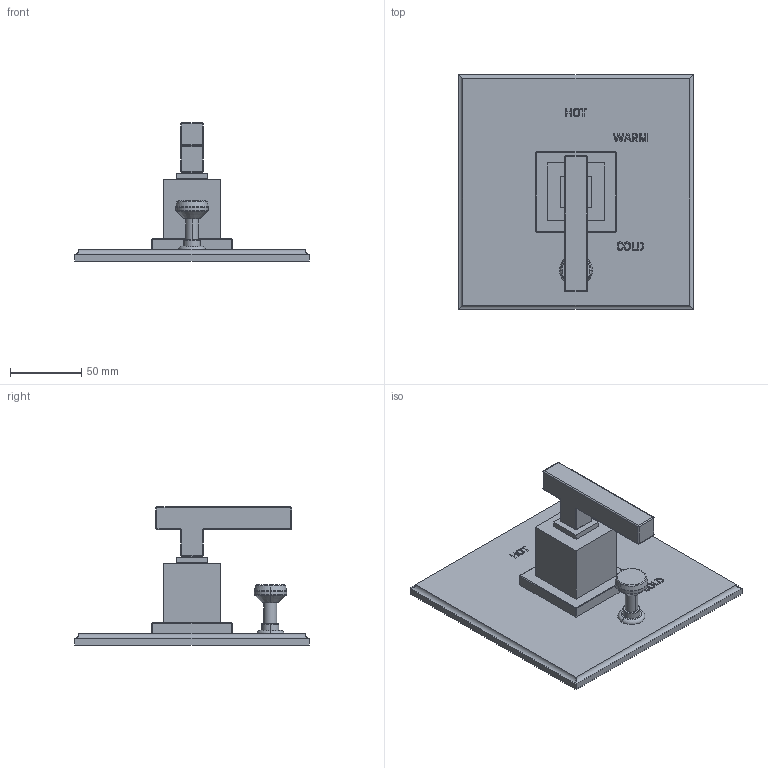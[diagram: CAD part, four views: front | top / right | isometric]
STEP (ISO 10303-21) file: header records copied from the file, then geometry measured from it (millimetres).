
FILE_DESCRIPTION((''),'2;1');
FILE_NAME('5-2022BP','2021-06-08T11:32:07',('jinson.thomas'),(''),'CREO PARAMETRIC BY PTC INC, 2018400','CREO PARAMETRIC BY PTC INC, 2018400','');
FILE_SCHEMA(('CONFIG_CONTROL_DESIGN'));
Length unit declared in the file: inch
Products named in the file (1): 5-2022BP
Bounding box: 165.1 x 165.1 x 97.23 mm (x, y, z)
Volume: 343039.8 mm3; surface area: 77398.7 mm2
Topology: 1 solids, 1 shells, 277 faces, 675 edges, 426 vertices
Faces by surface type: plane 133, extrusion 64, cylinder 46, sphere 16, torus 14, cone 4
Entity records: 8513 total; most frequent: CARTESIAN_POINT 2148, ORIENTED_EDGE 1350, DIRECTION 1147, EDGE_CURVE 675, VECTOR 493, LINE 429, VERTEX_POINT 426, AXIS2_PLACEMENT_3D 327
